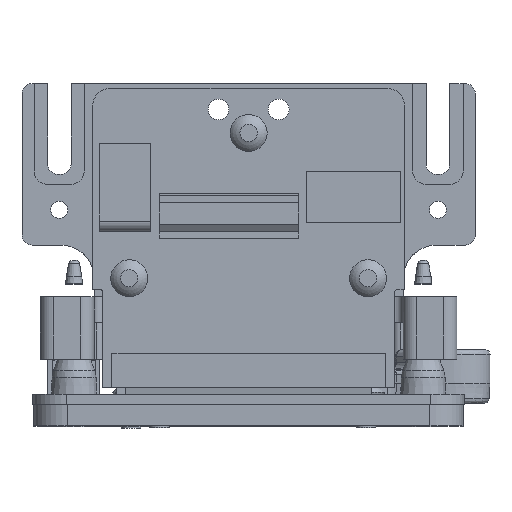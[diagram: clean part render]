
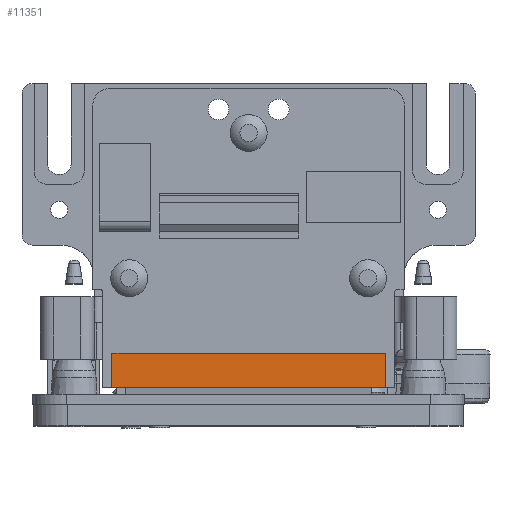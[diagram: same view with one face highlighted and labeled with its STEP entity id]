
A CAD part, top view. The second image highlights one B-rep face of the part: STEP entity #11351.
In plain terms, the highlighted face is planar.
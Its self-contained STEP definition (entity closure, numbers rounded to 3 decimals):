
#732=PLANE('',#12420);
#1214=FACE_OUTER_BOUND('',#1922,.T.);
#1922=EDGE_LOOP('',(#8929,#8930,#8931,#8932));
#2891=LINE('',#17567,#3881);
#2894=LINE('',#17573,#3884);
#2897=LINE('',#17579,#3887);
#2899=LINE('',#17582,#3889);
#3881=VECTOR('',#14416,10.);
#3884=VECTOR('',#14421,10.);
#3887=VECTOR('',#14426,10.);
#3889=VECTOR('',#14430,10.);
#5355=VERTEX_POINT('',#17564);
#5356=VERTEX_POINT('',#17566);
#5358=VERTEX_POINT('',#17572);
#5360=VERTEX_POINT('',#17578);
#6645=EDGE_CURVE('',#5356,#5355,#2891,.T.);
#6648=EDGE_CURVE('',#5358,#5356,#2894,.T.);
#6651=EDGE_CURVE('',#5360,#5358,#2897,.T.);
#6653=EDGE_CURVE('',#5355,#5360,#2899,.T.);
#8929=ORIENTED_EDGE('',*,*,#6651,.T.);
#8930=ORIENTED_EDGE('',*,*,#6648,.T.);
#8931=ORIENTED_EDGE('',*,*,#6645,.T.);
#8932=ORIENTED_EDGE('',*,*,#6653,.T.);
#11351=ADVANCED_FACE('',(#1214),#732,.T.);
#12420=AXIS2_PLACEMENT_3D('',#17581,#14428,#14429);
#14416=DIRECTION('',(0.,0.,1.));
#14421=DIRECTION('',(-1.,0.,0.));
#14426=DIRECTION('',(0.,0.,-1.));
#14428=DIRECTION('center_axis',(0.,1.,0.));
#14429=DIRECTION('ref_axis',(0.,0.,1.));
#14430=DIRECTION('',(1.,0.,0.));
#17564=CARTESIAN_POINT('',(-20.35,32.788,13.257));
#17566=CARTESIAN_POINT('',(-20.35,32.788,8.157));
#17567=CARTESIAN_POINT('',(-20.35,32.788,8.157));
#17572=CARTESIAN_POINT('',(20.35,32.788,8.157));
#17573=CARTESIAN_POINT('',(20.35,32.788,8.157));
#17578=CARTESIAN_POINT('',(20.35,32.788,13.257));
#17579=CARTESIAN_POINT('',(20.35,32.788,13.257));
#17581=CARTESIAN_POINT('Origin',(0.,32.788,10.707));
#17582=CARTESIAN_POINT('',(0.,32.788,13.257));
